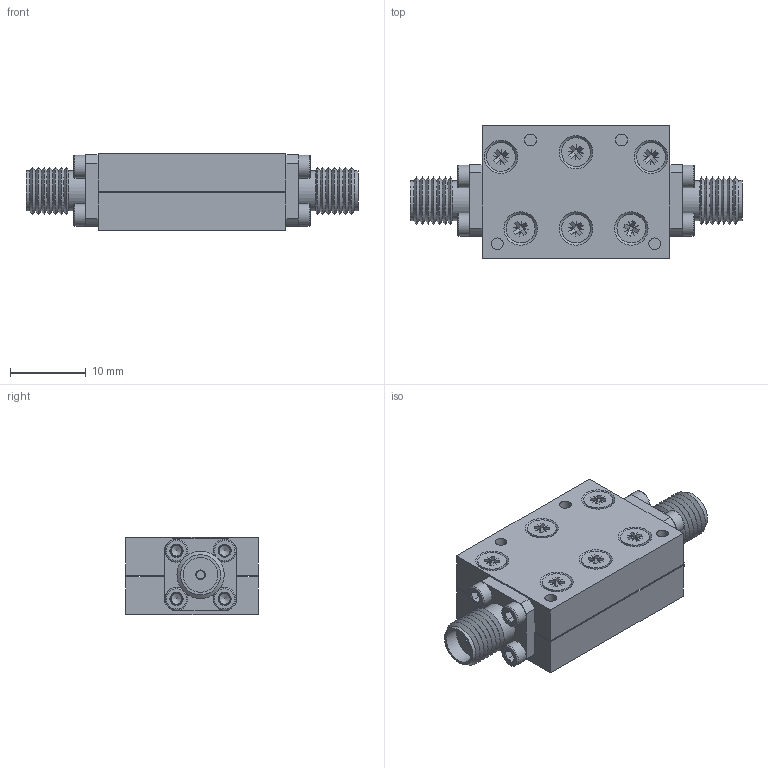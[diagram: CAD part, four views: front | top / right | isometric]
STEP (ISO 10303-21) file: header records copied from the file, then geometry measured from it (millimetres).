
FILE_DESCRIPTION(/* description */ ('Unknown'),/* implementation_level */ '2;1');
FILE_NAME(/* name */ 'DETI_MICROWAVE_HIGHPASS_FILTER_800070_STEP',/* time_stamp */ '2021-06-01T14:30:34+02:00',/* author */ ('ALG'),/* organization */ ('DETI'),/* preprocessor_version */ 'ST-DEVELOPER v16.7',/* originating_system */ 'Solid Edge',/* authorisation */ 'Unknown');
FILE_SCHEMA (('AUTOMOTIVE_DESIGN {1 0 10303 214 3 1 1}'));
Length unit declared in the file: millimetre
Products named in the file (1): 800070 0A 1601 A2
Bounding box: 43.8 x 17.5 x 10.19 mm (x, y, z)
Volume: 4763.1 mm3; surface area: 4988.7 mm2
Topology: 1 solids, 9 shells, 529 faces, 1395 edges, 908 vertices
Faces by surface type: plane 350, cylinder 92, cone 65, torus 22
Full cylindrical faces by diameter (mm): 1.1 x2, 1.27 x4, 1.567 x10, 1.6 x8, 1.8 x8, 2 x12, 2.2 x6, 3 x8, 3.8 x6, 4.1 x2, 4.6 x2, 5.3 x4
Entity records: 18562 total; most frequent: CARTESIAN_POINT 2710, DIRECTION 2432, ORIENTED_EDGE 2332, EDGE_CURVE 1166, VERTEX_POINT 838, LINE 816, VECTOR 816, AXIS2_PLACEMENT_3D 808
